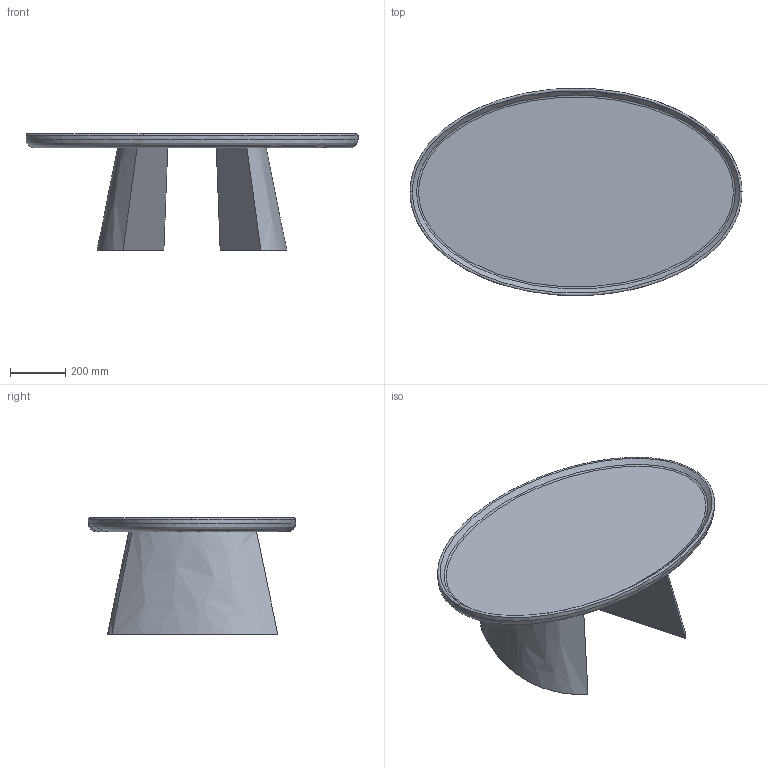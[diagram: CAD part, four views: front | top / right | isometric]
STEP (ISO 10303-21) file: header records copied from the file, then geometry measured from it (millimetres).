
FILE_DESCRIPTION(/* description */ (''),/* implementation_level */ '2;1');
FILE_NAME(/* name */ 'Bi-Ped_CB-386_3D',/* time_stamp */ '2024-06-27T13:37:59+02:00',/* author */ (''),/* organization */ (''),/* preprocessor_version */ 'ST-DEVELOPER v16.5',/* originating_system */ 'Rhino 7.34',/* authorisation */ '');
FILE_SCHEMA (('AUTOMOTIVE_DESIGN'));
Length unit declared in the file: centimetre
Products named in the file (2): Document; Bi-Ped_CB-386
Assembly tree (1 placements, depth 2):
  Document
    Bi-Ped_CB-386
Bounding box: 1200 x 748.48 x 420.09 mm (x, y, z)
Volume: 67664855.5 mm3; surface area: 3204154.2 mm2
Topology: 4 solids, 4 shells, 27 faces, 50 edges, 32 vertices
Faces by surface type: bspline 14, plane 11, cylinder 2
Entity records: 3680 total; most frequent: CARTESIAN_POINT 3313, ORIENTED_EDGE 100, EDGE_CURVE 50, VERTEX_POINT 32, EDGE_LOOP 28, ADVANCED_FACE 27, FACE_OUTER_BOUND 27, DIRECTION 21
